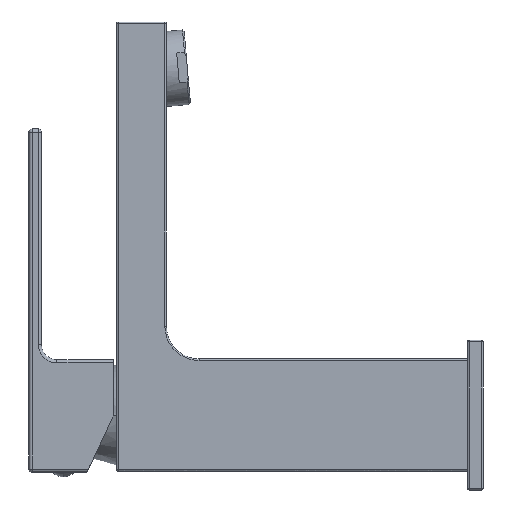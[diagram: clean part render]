
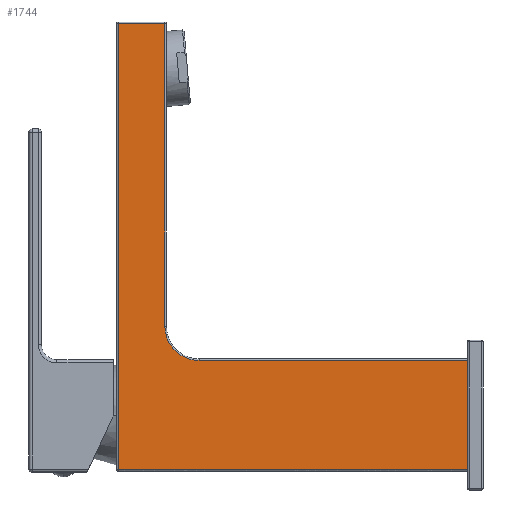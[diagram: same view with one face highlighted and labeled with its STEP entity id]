
A CAD part, left-side view. The second image highlights one B-rep face of the part: STEP entity #1744.
In plain terms, the highlighted planar face has unit normal (-1, 0, 0).
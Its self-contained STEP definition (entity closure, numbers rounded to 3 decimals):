
#320=DIRECTION('',(0.,0.,1.));
#321=VECTOR('',#320,35.);
#322=CARTESIAN_POINT('',(-18.,1.5,-17.5));
#323=LINE('',#322,#321);
#324=DIRECTION('',(0.,1.,0.));
#325=VECTOR('',#324,112.);
#326=CARTESIAN_POINT('',(-18.,1.5,-17.5));
#327=LINE('',#326,#325);
#328=DIRECTION('',(0.,0.,1.));
#329=VECTOR('',#328,143.);
#330=CARTESIAN_POINT('',(-18.,113.5,-17.5));
#331=LINE('',#330,#329);
#332=DIRECTION('',(0.,-1.,0.));
#333=VECTOR('',#332,15.);
#334=CARTESIAN_POINT('',(-18.,113.5,125.5));
#335=LINE('',#334,#333);
#336=DIRECTION('',(0.,0.,-1.));
#337=VECTOR('',#336,97.);
#338=CARTESIAN_POINT('',(-18.,98.5,125.5));
#339=LINE('',#338,#337);
#340=CARTESIAN_POINT('',(-18.,87.5,28.5));
#341=DIRECTION('',(-1.,0.,0.));
#342=DIRECTION('',(0.,1.,0.));
#343=AXIS2_PLACEMENT_3D('',#340,#341,#342);
#345=DIRECTION('',(0.,-1.,0.));
#346=VECTOR('',#345,86.);
#347=CARTESIAN_POINT('',(-18.,87.5,17.5));
#348=LINE('',#347,#346);
#824=CARTESIAN_POINT('',(-18.,113.5,125.5));
#826=VERTEX_POINT('',#824);
#846=CARTESIAN_POINT('',(-18.,113.5,-17.5));
#847=VERTEX_POINT('',#846);
#852=CARTESIAN_POINT('',(-18.,98.5,28.5));
#853=CARTESIAN_POINT('',(-18.,87.5,17.5));
#854=VERTEX_POINT('',#852);
#855=VERTEX_POINT('',#853);
#858=CARTESIAN_POINT('',(-18.,98.5,125.5));
#859=VERTEX_POINT('',#858);
#996=CARTESIAN_POINT('',(-18.,1.5,-17.5));
#997=CARTESIAN_POINT('',(-18.,1.5,17.5));
#998=VERTEX_POINT('',#996);
#999=VERTEX_POINT('',#997);
#1725=CARTESIAN_POINT('',(-18.,1.5,-32.438));
#1726=DIRECTION('',(1.,0.,0.));
#1727=DIRECTION('',(0.,1.,0.));
#1728=AXIS2_PLACEMENT_3D('',#1725,#1726,#1727);
#1729=PLANE('',#1728);
#1730=ORIENTED_EDGE('',*,*,#1029,.F.);
#1732=ORIENTED_EDGE('',*,*,#1731,.T.);
#1734=ORIENTED_EDGE('',*,*,#1733,.T.);
#1736=ORIENTED_EDGE('',*,*,#1735,.T.);
#1738=ORIENTED_EDGE('',*,*,#1737,.T.);
#1740=ORIENTED_EDGE('',*,*,#1739,.T.);
#1741=ORIENTED_EDGE('',*,*,#1705,.T.);
#1742=EDGE_LOOP('',(#1730,#1732,#1734,#1736,#1738,#1740,#1741));
#1743=FACE_OUTER_BOUND('',#1742,.F.);
#1744=ADVANCED_FACE('',(#1743),#1729,.F.);
#344=CIRCLE('',#343,11.);
#1029=EDGE_CURVE('',#998,#999,#323,.T.);
#1705=EDGE_CURVE('',#855,#999,#348,.T.);
#1731=EDGE_CURVE('',#998,#847,#327,.T.);
#1733=EDGE_CURVE('',#847,#826,#331,.T.);
#1735=EDGE_CURVE('',#826,#859,#335,.T.);
#1737=EDGE_CURVE('',#859,#854,#339,.T.);
#1739=EDGE_CURVE('',#854,#855,#344,.T.);
